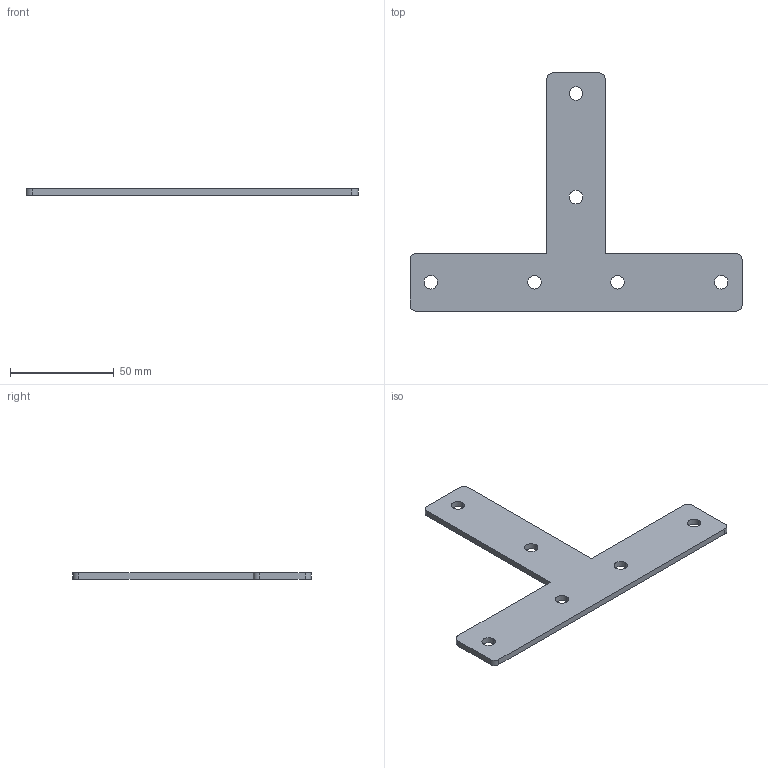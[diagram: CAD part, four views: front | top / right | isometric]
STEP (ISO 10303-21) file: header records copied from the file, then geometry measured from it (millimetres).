
FILE_DESCRIPTION(('Creo Elements/Direct Modeling STEP Export'),'2;1');
FILE_NAME('33.0170.2_T-Platte-MMS-33_3mm-chem-vernickelt.stp','2022-03-18T13:57:34',(''),(''),'PTC Creo Elements/Direct Modeling STEP processor for AP214 (Solid Model)','PTC Creo Elements/Direct Modeling 19.0C 15-Aug-2015 (C) Parametric Technology GmbH','');
FILE_SCHEMA(('AUTOMOTIVE_DESIGN { 1 0 10303 214 1 1 1 1 }'));
Length unit declared in the file: millimetre
Products named in the file (1): T-Platte-MMS-33_3mm-chem-vernickelt_33.0170.2_PX176080
Bounding box: 160 x 115 x 3 mm (x, y, z)
Volume: 20115.9 mm3; surface area: 15405 mm2
Topology: 1 solids, 1 shells, 28 faces, 78 edges, 52 vertices
Faces by surface type: cylinder 18, plane 10
Entity records: 904 total; most frequent: ORIENTED_EDGE 156, DIRECTION 148, CARTESIAN_POINT 147, EDGE_CURVE 78, AXIS2_PLACEMENT_3D 53, VERTEX_POINT 52, VECTOR 42, LINE 42
